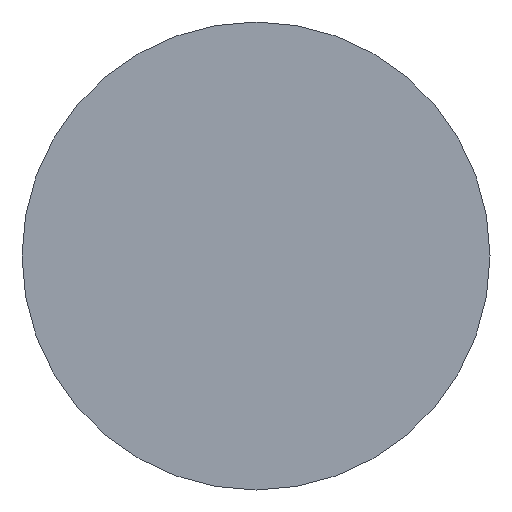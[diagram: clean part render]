
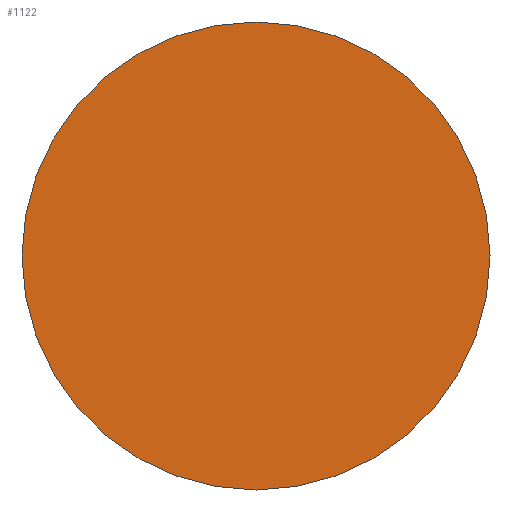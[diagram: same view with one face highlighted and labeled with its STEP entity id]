
A CAD part, left-side view. The second image highlights one B-rep face of the part: STEP entity #1122.
In plain terms, the highlighted planar face has unit normal (-1, 0, 0).
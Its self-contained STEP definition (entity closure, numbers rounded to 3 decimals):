
#121 = ORIENTED_EDGE ( 'NONE', *, *, #1255, .F. ) ;
#265 = CIRCLE ( 'NONE', #586, 6. ) ;
#275 = FACE_OUTER_BOUND ( 'NONE', #350, .T. ) ;
#333 = CARTESIAN_POINT ( 'NONE',  ( -125., 6., 0. ) ) ;
#350 = EDGE_LOOP ( 'NONE', ( #121, #1605 ) ) ;
#422 = AXIS2_PLACEMENT_3D ( 'NONE', #1421, #2186, #885 ) ;
#586 = AXIS2_PLACEMENT_3D ( 'NONE', #836, #1932, #1942 ) ;
#748 = VERTEX_POINT ( 'NONE', #1394 ) ;
#836 = CARTESIAN_POINT ( 'NONE',  ( -125., 0., 0. ) ) ;
#852 = CIRCLE ( 'NONE', #422, 6. ) ;
#885 = DIRECTION ( 'NONE',  ( 0., 1., 0. ) ) ;
#1122 = ADVANCED_FACE ( 'NONE', ( #275 ), #1574, .T. ) ;
#1255 = EDGE_CURVE ( 'NONE', #2127, #748, #265, .T. ) ;
#1388 = CARTESIAN_POINT ( 'NONE',  ( -125., 0., 0. ) ) ;
#1394 = CARTESIAN_POINT ( 'NONE',  ( -125., -6., 0. ) ) ;
#1399 = AXIS2_PLACEMENT_3D ( 'NONE', #1388, #1714, #1540 ) ;
#1411 = EDGE_CURVE ( 'NONE', #748, #2127, #852, .T. ) ;
#1421 = CARTESIAN_POINT ( 'NONE',  ( -125., 0., 0. ) ) ;
#1540 = DIRECTION ( 'NONE',  ( 0., -1., 0. ) ) ;
#1574 = PLANE ( 'NONE',  #1399 ) ;
#1605 = ORIENTED_EDGE ( 'NONE', *, *, #1411, .F. ) ;
#1714 = DIRECTION ( 'NONE',  ( -1., 0., 0. ) ) ;
#1932 = DIRECTION ( 'NONE',  ( 1., 0., 0. ) ) ;
#1942 = DIRECTION ( 'NONE',  ( 0., 1., 0. ) ) ;
#2127 = VERTEX_POINT ( 'NONE', #333 ) ;
#2186 = DIRECTION ( 'NONE',  ( 1., 0., 0. ) ) ;
